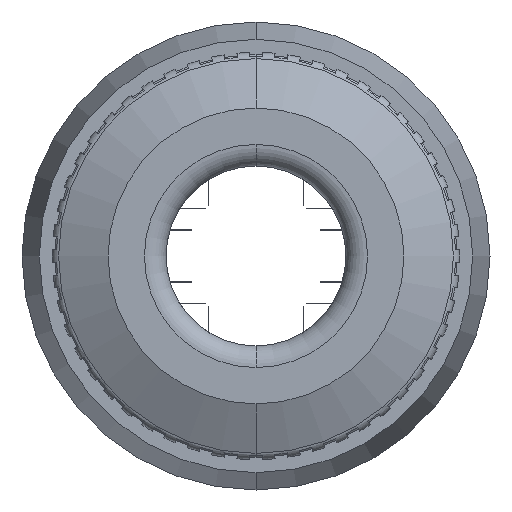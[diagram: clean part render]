
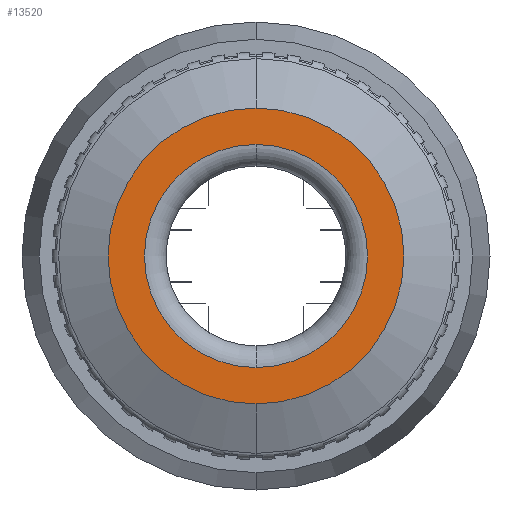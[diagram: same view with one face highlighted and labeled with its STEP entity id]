
A CAD part, front view. The second image highlights one B-rep face of the part: STEP entity #13520.
In plain terms, the highlighted planar face has unit normal (0, -1, 0).
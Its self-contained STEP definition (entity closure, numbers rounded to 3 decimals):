
#2200 = EDGE_CURVE ( 'NONE', #14628, #9217, #9118, .T. ) ;
#2265 = CARTESIAN_POINT ( 'NONE',  ( 0., -2.3, -2.575 ) ) ;
#3781 = AXIS2_PLACEMENT_3D ( 'NONE', #8117, #22522, #10187 ) ;
#4202 = CARTESIAN_POINT ( 'NONE',  ( 0., -2.3, 3.413 ) ) ;
#4442 = ORIENTED_EDGE ( 'NONE', *, *, #9052, .T. ) ;
#4835 = FACE_BOUND ( 'NONE', #5612, .T. ) ;
#4932 = CARTESIAN_POINT ( 'NONE',  ( 0., -2.3, 0. ) ) ;
#4992 = DIRECTION ( 'NONE',  ( 0., 0., -1. ) ) ;
#5084 = DIRECTION ( 'NONE',  ( 0., 1., 0. ) ) ;
#5271 = CARTESIAN_POINT ( 'NONE',  ( 0., -2.3, 0. ) ) ;
#5612 = EDGE_LOOP ( 'NONE', ( #4442, #8691 ) ) ;
#6844 = EDGE_CURVE ( 'NONE', #9217, #14628, #8835, .T. ) ;
#8032 = CARTESIAN_POINT ( 'NONE',  ( 0., -2.3, -3.413 ) ) ;
#8117 = CARTESIAN_POINT ( 'NONE',  ( 3.413, -2.3, 0. ) ) ;
#8447 = EDGE_CURVE ( 'NONE', #23765, #18592, #24462, .T. ) ;
#8655 = CIRCLE ( 'NONE', #24035, 2.575 ) ;
#8691 = ORIENTED_EDGE ( 'NONE', *, *, #8447, .T. ) ;
#8835 = CIRCLE ( 'NONE', #18599, 3.413 ) ;
#9052 = EDGE_CURVE ( 'NONE', #18592, #23765, #8655, .T. ) ;
#9118 = CIRCLE ( 'NONE', #18126, 3.413 ) ;
#9217 = VERTEX_POINT ( 'NONE', #8032 ) ;
#9406 = DIRECTION ( 'NONE',  ( 0., 0., -1. ) ) ;
#9475 = DIRECTION ( 'NONE',  ( 0., 1., 0. ) ) ;
#9725 = CARTESIAN_POINT ( 'NONE',  ( 0., -2.3, 0. ) ) ;
#9761 = DIRECTION ( 'NONE',  ( 0., 1., 0. ) ) ;
#9807 = DIRECTION ( 'NONE',  ( 0., 0., 1. ) ) ;
#10187 = DIRECTION ( 'NONE',  ( 0., 0., -1. ) ) ;
#11273 = ORIENTED_EDGE ( 'NONE', *, *, #2200, .F. ) ;
#12159 = PLANE ( 'NONE',  #3781 ) ;
#13520 = ADVANCED_FACE ( 'NONE', ( #4835, #16393 ), #12159, .T. ) ;
#14484 = AXIS2_PLACEMENT_3D ( 'NONE', #4932, #9475, #9406 ) ;
#14628 = VERTEX_POINT ( 'NONE', #4202 ) ;
#16393 = FACE_OUTER_BOUND ( 'NONE', #25270, .T. ) ;
#18126 = AXIS2_PLACEMENT_3D ( 'NONE', #9725, #9761, #9807 ) ;
#18592 = VERTEX_POINT ( 'NONE', #2265 ) ;
#18599 = AXIS2_PLACEMENT_3D ( 'NONE', #24783, #24509, #23900 ) ;
#18885 = CARTESIAN_POINT ( 'NONE',  ( 0., -2.3, 2.575 ) ) ;
#22522 = DIRECTION ( 'NONE',  ( 0., -1., 0. ) ) ;
#23765 = VERTEX_POINT ( 'NONE', #18885 ) ;
#23900 = DIRECTION ( 'NONE',  ( 0., 0., 1. ) ) ;
#24035 = AXIS2_PLACEMENT_3D ( 'NONE', #5271, #5084, #4992 ) ;
#24462 = CIRCLE ( 'NONE', #14484, 2.575 ) ;
#24509 = DIRECTION ( 'NONE',  ( 0., 1., 0. ) ) ;
#24783 = CARTESIAN_POINT ( 'NONE',  ( 0., -2.3, 0. ) ) ;
#24825 = ORIENTED_EDGE ( 'NONE', *, *, #6844, .F. ) ;
#25270 = EDGE_LOOP ( 'NONE', ( #11273, #24825 ) ) ;
